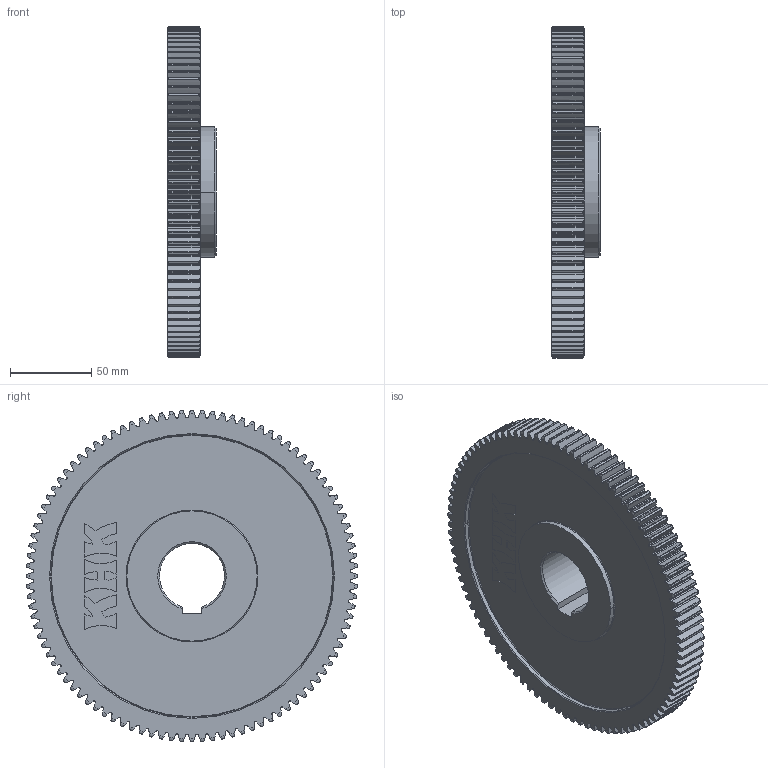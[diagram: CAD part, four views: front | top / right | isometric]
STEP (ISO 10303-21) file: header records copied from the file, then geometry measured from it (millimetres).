
FILE_DESCRIPTION((''),'2;1');
FILE_NAME('MSGB2-100','2022-03-17T',('SYSTEM'),(''),'PRO/ENGINEER BY PARAMETRIC TECHNOLOGY CORPORATION, 2016360','PRO/ENGINEER BY PARAMETRIC TECHNOLOGY CORPORATION, 2016360','');
FILE_SCHEMA(('AUTOMOTIVE_DESIGN { 1 0 10303 214 1 1 1 1 }'));
Products named in the file (1): MSGB2-100
Bounding box: 30 x 204 x 204 mm (x, y, z)
Volume: 506229.7 mm3; surface area: 95414.3 mm2
Topology: 1 solids, 1 shells, 1316 faces, 3898 edges, 2594 vertices
Faces by surface type: cylinder 657, torus 408, extrusion 200, plane 43, cone 8
Entity records: 64838 total; most frequent: CARTESIAN_POINT 18770, ORIENTED_EDGE 7796, DIRECTION 6064, PRESENTATION_STYLE_ASSIGNMENT 4013, STYLED_ITEM 4003, CURVE_STYLE 3898, EDGE_CURVE 3898, VERTEX_POINT 2594
